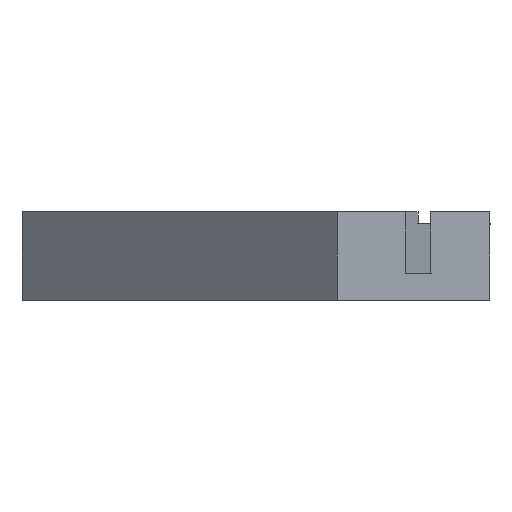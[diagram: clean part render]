
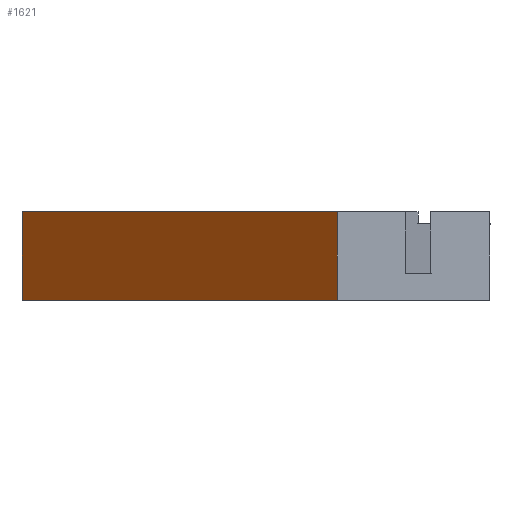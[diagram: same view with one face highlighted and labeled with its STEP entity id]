
A CAD part, left-side view. The second image highlights one B-rep face of the part: STEP entity #1621.
In plain terms, the highlighted planar face has unit normal (-0.707, 0.707, 0).
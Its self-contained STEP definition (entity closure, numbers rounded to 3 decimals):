
#146 = CARTESIAN_POINT ( 'NONE',  ( -6.397, 25.4, 2.4 ) ) ;
#207 = EDGE_CURVE ( 'NONE', #1098, #1069, #465, .T. ) ;
#249 = LINE ( 'NONE', #1691, #1422 ) ;
#272 = EDGE_CURVE ( 'NONE', #1034, #788, #1109, .T. ) ;
#307 = CARTESIAN_POINT ( 'NONE',  ( -6.397, 25.4, 2.4 ) ) ;
#369 = EDGE_CURVE ( 'NONE', #1098, #1034, #249, .T. ) ;
#465 = LINE ( 'NONE', #146, #1250 ) ;
#493 = CARTESIAN_POINT ( 'NONE',  ( -6.397, 25.4, -2.4 ) ) ;
#634 = DIRECTION ( 'NONE',  ( 0.707, 0.707, 0. ) ) ;
#662 = DIRECTION ( 'NONE',  ( -0.707, -0.707, 0. ) ) ;
#681 = ORIENTED_EDGE ( 'NONE', *, *, #272, .F. ) ;
#682 = EDGE_LOOP ( 'NONE', ( #1033, #681, #712, #1832 ) ) ;
#712 = ORIENTED_EDGE ( 'NONE', *, *, #369, .F. ) ;
#788 = VERTEX_POINT ( 'NONE', #1716 ) ;
#836 = AXIS2_PLACEMENT_3D ( 'NONE', #963, #1541, #634 ) ;
#963 = CARTESIAN_POINT ( 'NONE',  ( -6.397, 25.4, 2.4 ) ) ;
#964 = DIRECTION ( 'NONE',  ( 0., 0., -1. ) ) ;
#1032 = VECTOR ( 'NONE', #662, 1000. ) ;
#1033 = ORIENTED_EDGE ( 'NONE', *, *, #1247, .T. ) ;
#1034 = VERTEX_POINT ( 'NONE', #1689 ) ;
#1069 = VERTEX_POINT ( 'NONE', #493 ) ;
#1085 = DIRECTION ( 'NONE',  ( 0., 0., -1. ) ) ;
#1098 = VERTEX_POINT ( 'NONE', #307 ) ;
#1109 = LINE ( 'NONE', #1747, #1869 ) ;
#1247 = EDGE_CURVE ( 'NONE', #1069, #788, #1414, .T. ) ;
#1250 = VECTOR ( 'NONE', #1085, 1000. ) ;
#1396 = PLANE ( 'NONE',  #836 ) ;
#1414 = LINE ( 'NONE', #1564, #1032 ) ;
#1422 = VECTOR ( 'NONE', #1552, 1000. ) ;
#1541 = DIRECTION ( 'NONE',  ( 0.707, -0.707, 0. ) ) ;
#1552 = DIRECTION ( 'NONE',  ( -0.707, -0.707, 0. ) ) ;
#1564 = CARTESIAN_POINT ( 'NONE',  ( -6.397, 25.4, -2.4 ) ) ;
#1621 = ADVANCED_FACE ( 'NONE', ( #1745 ), #1396, .F. ) ;
#1689 = CARTESIAN_POINT ( 'NONE',  ( -23.5, 8.297, 2.4 ) ) ;
#1691 = CARTESIAN_POINT ( 'NONE',  ( -6.397, 25.4, 2.4 ) ) ;
#1716 = CARTESIAN_POINT ( 'NONE',  ( -23.5, 8.297, -2.4 ) ) ;
#1745 = FACE_OUTER_BOUND ( 'NONE', #682, .T. ) ;
#1747 = CARTESIAN_POINT ( 'NONE',  ( -23.5, 8.297, 2.4 ) ) ;
#1832 = ORIENTED_EDGE ( 'NONE', *, *, #207, .T. ) ;
#1869 = VECTOR ( 'NONE', #964, 1000. ) ;
